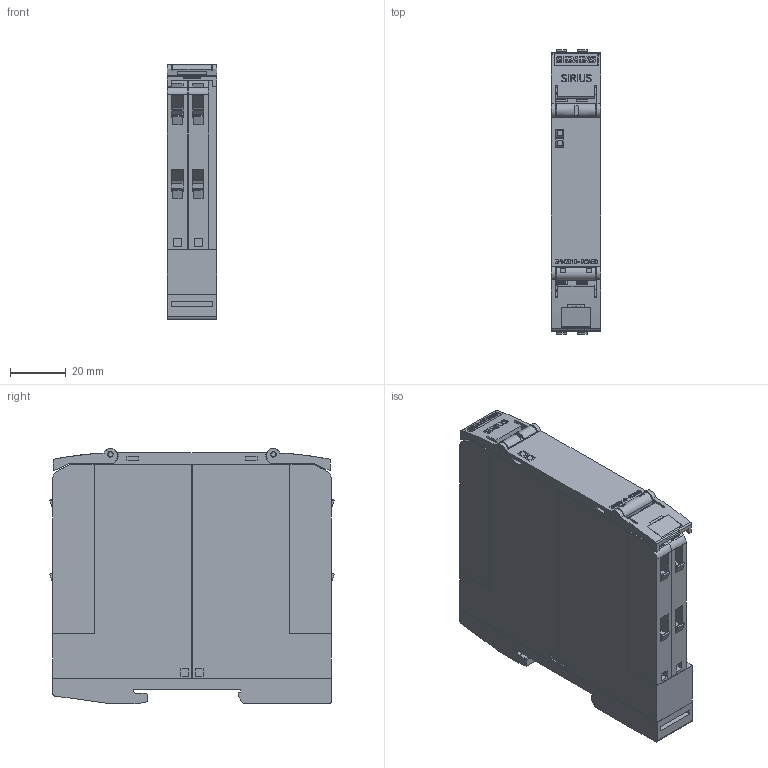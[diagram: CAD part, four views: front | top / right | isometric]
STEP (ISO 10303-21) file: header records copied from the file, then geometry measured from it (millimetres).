
FILE_DESCRIPTION(('STEP AP214'),'1');
FILE_NAME('cctmp_37B2A2AB-60E4-47EB-919C-A69DEE1CB646_2023_07_21_09_49_26_0046..stp','2023-07-21T07:49:27',('SIEMENS A&D'),('CADClick - www.CADClick.com'),'Spatial InterOp 3D postprocessed',' ','unknown authorization');
FILE_SCHEMA(('AUTOMOTIVE_DESIGN'));
Length unit declared in the file: millimetre
Products named in the file (1): 2023_07_21_09_49_25_0965
Bounding box: 17.85 x 101.96 x 91.42 mm (x, y, z)
Volume: 144216.4 mm3; surface area: 41401.6 mm2
Topology: 1 solids, 1 shells, 1339 faces, 3784 edges, 2512 vertices
Faces by surface type: plane 1138, cylinder 185, torus 16
Entity records: 72461 total; most frequent: CARTESIAN_POINT 8024, STYLED_ITEM 7632, PRESENTATION_STYLE_ASSIGNMENT 7632, ORIENTED_EDGE 7560, DIRECTION 6929, EDGE_CURVE 3780, CURVE_STYLE 3780, DRAUGHTING_PRE_DEFINED_CURVE_FONT 3780
